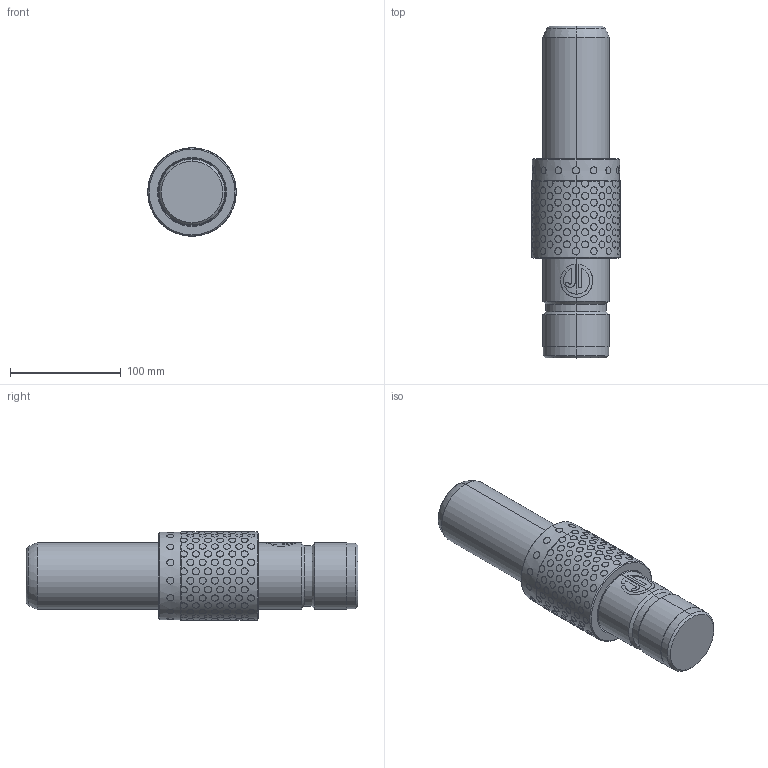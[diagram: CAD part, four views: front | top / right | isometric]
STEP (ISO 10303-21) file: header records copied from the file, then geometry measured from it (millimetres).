
FILE_DESCRIPTION (( 'STEP AP214' ), '1' );
FILE_NAME ('QPMW QPMF-D60-L300.STEP', '2022-07-05T07:47:48', ( '' ), ( '' ), 'SwSTEP 2.0', 'SolidWorks 2016', '' );
FILE_SCHEMA (( 'AUTOMOTIVE_DESIGN' ));
Length unit declared in the file: millimetre
Products named in the file (202): ʯī; QPMW QPMF-D60-L300; BBW BBF-D60-L90; BBW-D60-L90; JPM-D60-L300
Assembly tree (198 placements, depth 3):
  ʯī
  ʯī
  ʯī
  ʯī
  ʯī
Bounding box: 79.95 x 300 x 79.72 mm (x, y, z)
Volume: 1027796.6 mm3; surface area: 182668.3 mm2
Topology: 197 solids, 197 shells, 1252 faces, 2697 edges, 1788 vertices
Faces by surface type: cylinder 802, plane 403, cone 31, torus 8, bspline 8
Entity records: 46419 total; most frequent: CARTESIAN_POINT 30057, ORIENTED_EDGE 3062, DIRECTION 2037, EDGE_CURVE 1531, VERTEX_POINT 1012, B_SPLINE_CURVE_WITH_KNOTS 952, EDGE_LOOP 819, AXIS2_PLACEMENT_3D 787
